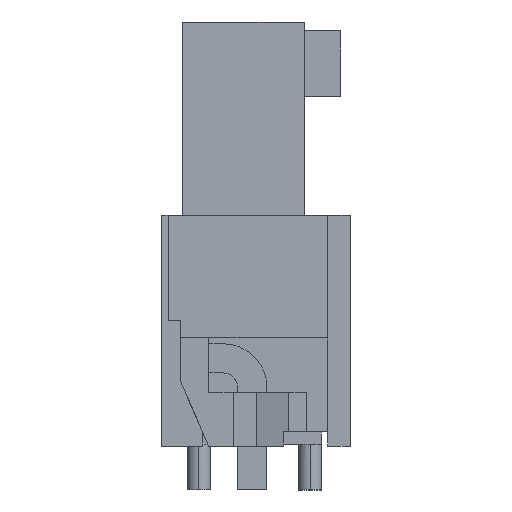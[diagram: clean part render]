
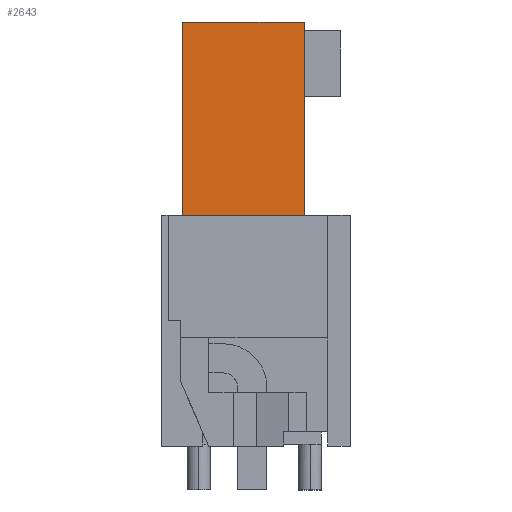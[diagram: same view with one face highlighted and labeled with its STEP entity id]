
A CAD part, left-side view. The second image highlights one B-rep face of the part: STEP entity #2643.
In plain terms, the highlighted planar face has unit normal (-1, 0, 0).
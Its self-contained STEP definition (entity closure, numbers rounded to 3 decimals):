
#2623=AXIS2_PLACEMENT_3D('Plane Axis2P3D',#2620,#2621,#2622) ;
#1502=CARTESIAN_POINT('Vertex',(5.582,1.58,9.4)) ;
#1505=CARTESIAN_POINT('Line Origine',(5.582,3.654,9.4)) ;
#1509=CARTESIAN_POINT('Vertex',(5.582,5.728,9.4)) ;
#2566=CARTESIAN_POINT('Line Origine',(5.582,1.58,12.7)) ;
#2570=CARTESIAN_POINT('Vertex',(5.582,1.58,16.)) ;
#2620=CARTESIAN_POINT('Axis2P3D Location',(5.582,1.58,9.4)) ;
#2625=CARTESIAN_POINT('Line Origine',(5.582,3.654,16.)) ;
#2629=CARTESIAN_POINT('Vertex',(5.582,5.728,16.)) ;
#2632=CARTESIAN_POINT('Line Origine',(5.582,5.728,12.7)) ;
#1506=DIRECTION('Vector Direction',(0.,1.,0.)) ;
#2567=DIRECTION('Vector Direction',(0.,0.,1.)) ;
#2621=DIRECTION('Axis2P3D Direction',(1.,0.,0.)) ;
#2622=DIRECTION('Axis2P3D XDirection',(0.,1.,0.)) ;
#2626=DIRECTION('Vector Direction',(0.,1.,0.)) ;
#2633=DIRECTION('Vector Direction',(0.,0.,1.)) ;
#1507=VECTOR('Line Direction',#1506,1.) ;
#2568=VECTOR('Line Direction',#2567,1.) ;
#2627=VECTOR('Line Direction',#2626,1.) ;
#2634=VECTOR('Line Direction',#2633,1.) ;
#2638=ORIENTED_EDGE('',*,*,#2631,.T.) ;
#2639=ORIENTED_EDGE('',*,*,#2636,.F.) ;
#2640=ORIENTED_EDGE('',*,*,#1511,.T.) ;
#2641=ORIENTED_EDGE('',*,*,#2572,.T.) ;
#2643=ADVANCED_FACE('HOUSING',(#2642),#2624,.F.) ;
#1511=EDGE_CURVE('',#1510,#1503,#1508,.F.) ;
#2572=EDGE_CURVE('',#1503,#2571,#2569,.T.) ;
#2631=EDGE_CURVE('',#2571,#2630,#2628,.T.) ;
#2636=EDGE_CURVE('',#1510,#2630,#2635,.T.) ;
#2637=EDGE_LOOP('',(#2638,#2639,#2640,#2641)) ;
#2642=FACE_OUTER_BOUND('',#2637,.T.) ;
#1508=LINE('Line',#1505,#1507) ;
#2569=LINE('Line',#2566,#2568) ;
#2628=LINE('Line',#2625,#2627) ;
#2635=LINE('Line',#2632,#2634) ;
#2624=PLANE('',#2623) ;
#1503=VERTEX_POINT('',#1502) ;
#1510=VERTEX_POINT('',#1509) ;
#2571=VERTEX_POINT('',#2570) ;
#2630=VERTEX_POINT('',#2629) ;
